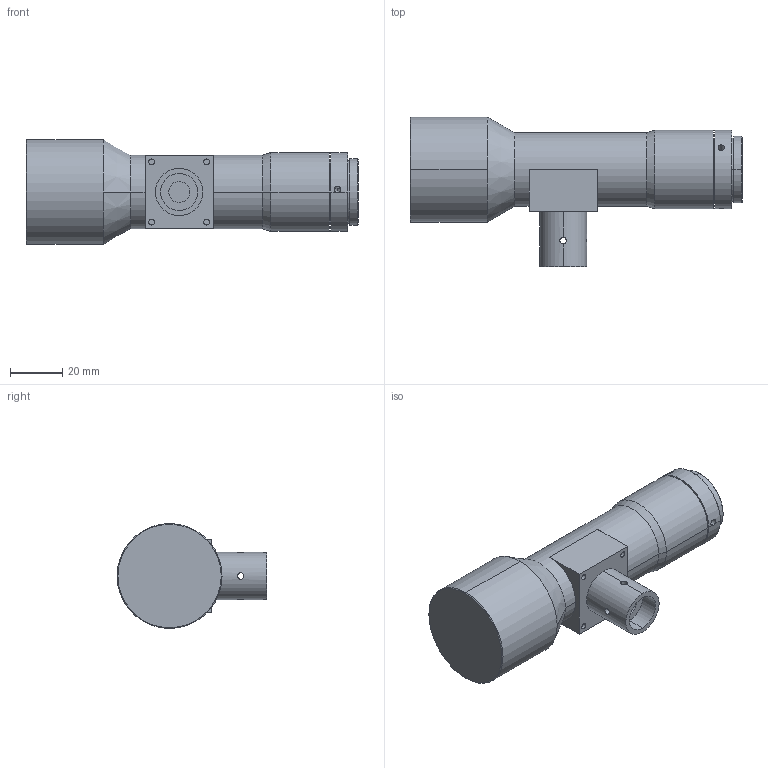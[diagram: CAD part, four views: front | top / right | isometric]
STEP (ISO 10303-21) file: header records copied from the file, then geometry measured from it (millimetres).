
FILE_DESCRIPTION (( 'STEP AP203' ), '1' );
FILE_NAME ('WWK08-110C-111.STEP', '2019-12-03T05:56:19', ( 'Windows 蚚誧' ), ( '' ), 'SwSTEP 2.0', 'SolidWorks 2017', '' );
FILE_SCHEMA (( 'CONFIG_CONTROL_DESIGN' ));
Length unit declared in the file: millimetre
Products named in the file (1): WWK08-110C-111
Bounding box: 126.6 x 57.1 x 40 mm (x, y, z)
Volume: 109250.8 mm3; surface area: 18225.3 mm2
Topology: 1 solids, 1 shells, 76 faces, 178 edges, 107 vertices
Faces by surface type: cylinder 42, plane 18, cone 16
Entity records: 2567 total; most frequent: CARTESIAN_POINT 752, DIRECTION 376, ORIENTED_EDGE 344, EDGE_CURVE 172, AXIS2_PLACEMENT_3D 151, VERTEX_POINT 107, EDGE_LOOP 93, ADVANCED_FACE 76
